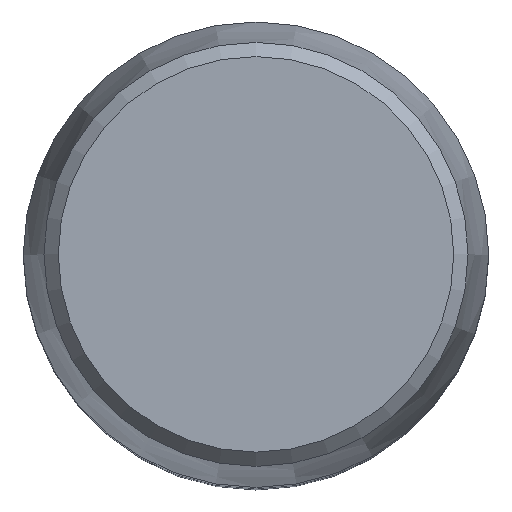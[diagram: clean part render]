
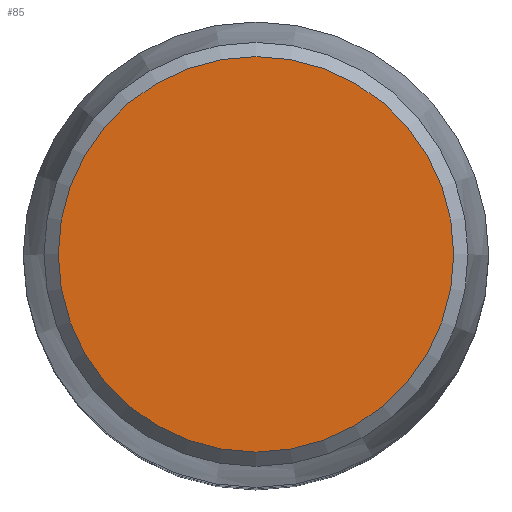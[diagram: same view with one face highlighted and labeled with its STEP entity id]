
A CAD part, top view. The second image highlights one B-rep face of the part: STEP entity #85.
In plain terms, the highlighted planar face has unit normal (0, 0, 1).
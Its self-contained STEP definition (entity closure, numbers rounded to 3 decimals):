
#51=FACE_OUTER_BOUND('',#157,.T.);
#85=ADVANCED_FACE('',(#51),#97,.F.);
#97=PLANE('',#736);
#157=EDGE_LOOP('',(#231));
#231=ORIENTED_EDGE('',*,*,#299,.T.);
#262=VERTEX_POINT('',#1044);
#299=EDGE_CURVE('',#262,#262,#316,.T.);
#316=CIRCLE('',#735,4.325);
#735=AXIS2_PLACEMENT_3D('',#1043,#880,#881);
#736=AXIS2_PLACEMENT_3D('',#1045,#882,#883);
#880=DIRECTION('',(0.,0.,1.));
#881=DIRECTION('',(-1.,0.,0.));
#882=DIRECTION('',(0.,0.,-1.));
#883=DIRECTION('',(-1.,0.,0.));
#1043=CARTESIAN_POINT('',(0.,0.,100.2));
#1044=CARTESIAN_POINT('',(-4.325,0.,100.2));
#1045=CARTESIAN_POINT('',(-10.5,0.,100.2));
